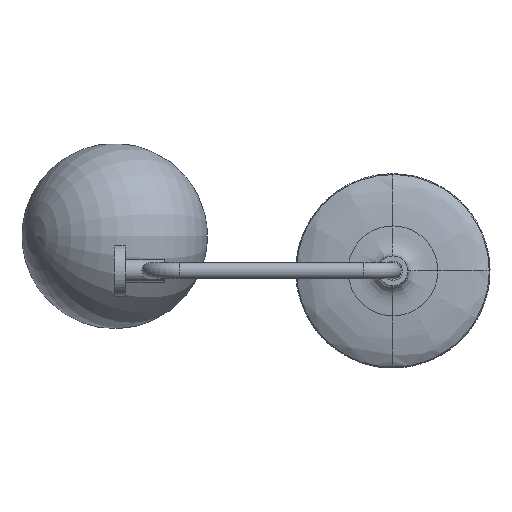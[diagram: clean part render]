
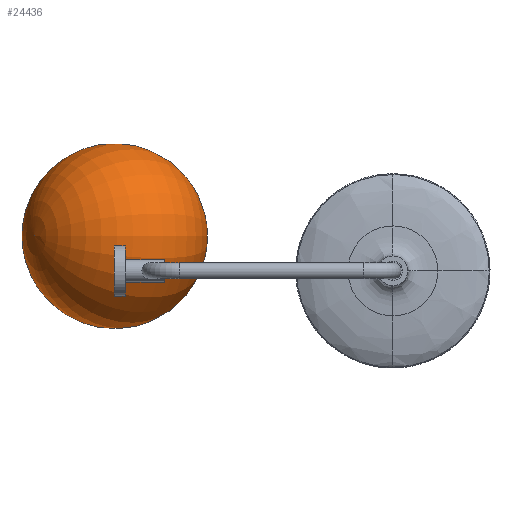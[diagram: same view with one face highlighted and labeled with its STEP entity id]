
A CAD part, top view. The second image highlights one B-rep face of the part: STEP entity #24436.
In plain terms, the highlighted toroidal (fillet/blend) face has major radius 0.06 mm and minor radius 129.979 mm.
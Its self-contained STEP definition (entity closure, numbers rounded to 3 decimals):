
#30=VERTEX_LOOP('',#16865);
#32=DEGENERATE_TOROIDAL_SURFACE('',#34015,0.06,129.979,
 .T.);
#2153=B_SPLINE_CURVE_WITH_KNOTS('',3,(#54098,#54099,#54100,#54101),
 .UNSPECIFIED.,.F.,.F.,(4,4),(0.,0.001),
 .UNSPECIFIED.);
#2154=B_SPLINE_CURVE_WITH_KNOTS('',3,(#54104,#54105,#54106,#54107),
 .UNSPECIFIED.,.F.,.F.,(4,4),(0.,0.),
 .UNSPECIFIED.);
#2155=B_SPLINE_CURVE_WITH_KNOTS('',3,(#54109,#54110,#54111,#54112),
 .UNSPECIFIED.,.F.,.F.,(4,4),(0.,0.001),
 .UNSPECIFIED.);
#2156=B_SPLINE_CURVE_WITH_KNOTS('',3,(#54114,#54115,#54116,#54117),
 .UNSPECIFIED.,.F.,.F.,(4,4),(0.,0.),
 .UNSPECIFIED.);
#2157=B_SPLINE_CURVE_WITH_KNOTS('',3,(#54119,#54120,#54121,#54122),
 .UNSPECIFIED.,.F.,.F.,(4,4),(0.,0.001),
 .UNSPECIFIED.);
#2158=B_SPLINE_CURVE_WITH_KNOTS('',3,(#54124,#54125,#54126,#54127),
 .UNSPECIFIED.,.F.,.F.,(4,4),(0.,0.),
 .UNSPECIFIED.);
#2159=B_SPLINE_CURVE_WITH_KNOTS('',3,(#54129,#54130,#54131,#54132),
 .UNSPECIFIED.,.F.,.F.,(4,4),(0.,0.001),
 .UNSPECIFIED.);
#2160=B_SPLINE_CURVE_WITH_KNOTS('',3,(#54134,#54135,#54136,#54137),
 .UNSPECIFIED.,.F.,.F.,(4,4),(0.,0.),
 .UNSPECIFIED.);
#6103=ORIENTED_EDGE('',*,*,#13221,.F.);
#6104=ORIENTED_EDGE('',*,*,#13222,.F.);
#6105=ORIENTED_EDGE('',*,*,#13223,.F.);
#6106=ORIENTED_EDGE('',*,*,#13224,.F.);
#6107=ORIENTED_EDGE('',*,*,#13225,.F.);
#6108=ORIENTED_EDGE('',*,*,#13226,.F.);
#6109=ORIENTED_EDGE('',*,*,#13227,.F.);
#6110=ORIENTED_EDGE('',*,*,#13228,.F.);
#13221=EDGE_CURVE('',#16866,#16867,#2153,.T.);
#13222=EDGE_CURVE('',#16868,#16866,#2154,.T.);
#13223=EDGE_CURVE('',#16869,#16868,#2155,.T.);
#13224=EDGE_CURVE('',#16870,#16869,#2156,.T.);
#13225=EDGE_CURVE('',#16871,#16870,#2157,.T.);
#13226=EDGE_CURVE('',#16872,#16871,#2158,.T.);
#13227=EDGE_CURVE('',#16873,#16872,#2159,.T.);
#13228=EDGE_CURVE('',#16867,#16873,#2160,.T.);
#16865=VERTEX_POINT('',#54097);
#16866=VERTEX_POINT('',#54102);
#16867=VERTEX_POINT('',#54103);
#16868=VERTEX_POINT('',#54108);
#16869=VERTEX_POINT('',#54113);
#16870=VERTEX_POINT('',#54118);
#16871=VERTEX_POINT('',#54123);
#16872=VERTEX_POINT('',#54128);
#16873=VERTEX_POINT('',#54133);
#19965=EDGE_LOOP('',(#6103,#6104,#6105,#6106,#6107,#6108,#6109,#6110));
#22075=FACE_BOUND('',#30,.T.);
#22076=FACE_BOUND('',#19965,.T.);
#24436=ADVANCED_FACE('',(#22075,#22076),#32,.T.);
#34015=AXIS2_PLACEMENT_3D('',#54096,#35886,#35887);
#35886=DIRECTION('',(0.866,0.,-0.5));
#35887=DIRECTION('',(-0.5,0.,-0.866));
#54096=CARTESIAN_POINT('',(0.325,49.35,-331.174));
#54097=CARTESIAN_POINT('',(112.889,49.35,-396.163));
#54098=CARTESIAN_POINT('',(113.576,50.071,-394.956));
#54099=CARTESIAN_POINT('',(113.4,50.302,-395.267));
#54100=CARTESIAN_POINT('',(113.16,50.298,-395.688));
#54101=CARTESIAN_POINT('',(112.984,50.06,-395.995));
#54102=CARTESIAN_POINT('',(113.576,50.071,-394.956));
#54103=CARTESIAN_POINT('',(112.984,50.06,-395.995));
#54104=CARTESIAN_POINT('',(113.66,49.894,-394.809));
#54105=CARTESIAN_POINT('',(113.639,49.966,-394.846));
#54106=CARTESIAN_POINT('',(113.611,50.026,-394.896));
#54107=CARTESIAN_POINT('',(113.576,50.071,-394.956));
#54108=CARTESIAN_POINT('',(113.66,49.894,-394.809));
#54109=CARTESIAN_POINT('',(113.655,48.84,-394.819));
#54110=CARTESIAN_POINT('',(113.751,49.158,-394.65));
#54111=CARTESIAN_POINT('',(113.753,49.573,-394.646));
#54112=CARTESIAN_POINT('',(113.66,49.894,-394.809));
#54113=CARTESIAN_POINT('',(113.655,48.84,-394.819));
#54114=CARTESIAN_POINT('',(113.586,48.69,-394.94));
#54115=CARTESIAN_POINT('',(113.614,48.731,-394.891));
#54116=CARTESIAN_POINT('',(113.637,48.781,-394.851));
#54117=CARTESIAN_POINT('',(113.655,48.84,-394.819));
#54118=CARTESIAN_POINT('',(113.586,48.69,-394.94));
#54119=CARTESIAN_POINT('',(112.976,48.7,-396.011));
#54120=CARTESIAN_POINT('',(113.151,48.433,-395.704));
#54121=CARTESIAN_POINT('',(113.408,48.428,-395.252));
#54122=CARTESIAN_POINT('',(113.586,48.69,-394.94));
#54123=CARTESIAN_POINT('',(112.976,48.7,-396.011));
#54124=CARTESIAN_POINT('',(112.906,48.859,-396.133));
#54125=CARTESIAN_POINT('',(112.924,48.797,-396.102));
#54126=CARTESIAN_POINT('',(112.947,48.743,-396.061));
#54127=CARTESIAN_POINT('',(112.976,48.7,-396.011));
#54128=CARTESIAN_POINT('',(112.906,48.859,-396.133));
#54129=CARTESIAN_POINT('',(112.901,49.876,-396.142));
#54130=CARTESIAN_POINT('',(112.816,49.562,-396.291));
#54131=CARTESIAN_POINT('',(112.818,49.169,-396.287));
#54132=CARTESIAN_POINT('',(112.906,48.859,-396.133));
#54133=CARTESIAN_POINT('',(112.901,49.876,-396.142));
#54134=CARTESIAN_POINT('',(112.984,50.06,-395.995));
#54135=CARTESIAN_POINT('',(112.949,50.013,-396.057));
#54136=CARTESIAN_POINT('',(112.921,49.95,-396.106));
#54137=CARTESIAN_POINT('',(112.901,49.876,-396.142));
